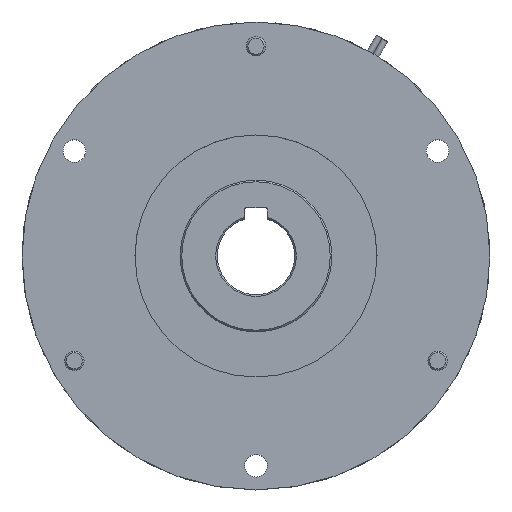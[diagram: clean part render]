
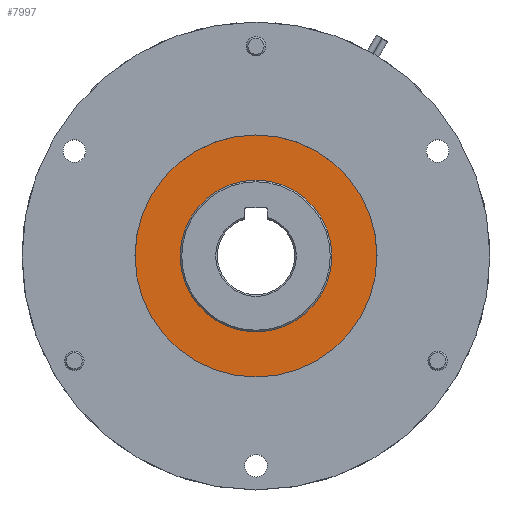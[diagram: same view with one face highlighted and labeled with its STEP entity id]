
A CAD part, top view. The second image highlights one B-rep face of the part: STEP entity #7997.
In plain terms, the highlighted planar face has unit normal (0, 0, 1).
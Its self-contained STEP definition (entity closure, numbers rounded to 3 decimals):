
#1025 = CIRCLE ( 'NONE', #1054, 37.5 ) ;
#1037 = DIRECTION ( 'NONE',  ( 1., 0., 0. ) ) ;
#1048 = DIRECTION ( 'NONE',  ( 0., 0., 1. ) ) ;
#1049 = CARTESIAN_POINT ( 'NONE',  ( 0., 0., 60.75 ) ) ;
#1054 = AXIS2_PLACEMENT_3D ( 'NONE', #1049, #1048, #1037 ) ;
#4921 = EDGE_CURVE ( 'NONE', #7853, #7864, #1025, .T. ) ;
#6420 = VERTEX_POINT ( 'NONE', #7257 ) ;
#6430 = EDGE_CURVE ( 'NONE', #6465, #6420, #7274, .T. ) ;
#6465 = VERTEX_POINT ( 'NONE', #8575 ) ;
#7257 = CARTESIAN_POINT ( 'NONE',  ( 23.5, 0., 60.75 ) ) ;
#7268 = DIRECTION ( 'NONE',  ( -1., 0., 0. ) ) ;
#7269 = DIRECTION ( 'NONE',  ( 0., 0., -1. ) ) ;
#7272 = CARTESIAN_POINT ( 'NONE',  ( 0., 0., 60.75 ) ) ;
#7273 = AXIS2_PLACEMENT_3D ( 'NONE', #7272, #7269, #7268 ) ;
#7274 = CIRCLE ( 'NONE', #7273, 23.5 ) ;
#7845 = EDGE_CURVE ( 'NONE', #7864, #7853, #8389, .T. ) ;
#7853 = VERTEX_POINT ( 'NONE', #8400 ) ;
#7864 = VERTEX_POINT ( 'NONE', #8413 ) ;
#7958 = EDGE_LOOP ( 'NONE', ( #8002, #8003 ) ) ;
#7962 = EDGE_LOOP ( 'NONE', ( #7999, #7998 ) ) ;
#7997 = ADVANCED_FACE ( 'NONE', ( #8490, #8481 ), #8494, .T. ) ;
#7998 = ORIENTED_EDGE ( 'NONE', *, *, #8001, .T. ) ;
#7999 = ORIENTED_EDGE ( 'NONE', *, *, #6430, .T. ) ;
#8001 = EDGE_CURVE ( 'NONE', #6420, #6465, #8468, .T. ) ;
#8002 = ORIENTED_EDGE ( 'NONE', *, *, #4921, .T. ) ;
#8003 = ORIENTED_EDGE ( 'NONE', *, *, #7845, .T. ) ;
#8389 = CIRCLE ( 'NONE', #8399, 37.5 ) ;
#8391 = DIRECTION ( 'NONE',  ( 1., 0., 0. ) ) ;
#8397 = DIRECTION ( 'NONE',  ( 0., 0., 1. ) ) ;
#8398 = CARTESIAN_POINT ( 'NONE',  ( 0., 0., 60.75 ) ) ;
#8399 = AXIS2_PLACEMENT_3D ( 'NONE', #8398, #8397, #8391 ) ;
#8400 = CARTESIAN_POINT ( 'NONE',  ( 37.5, 0., 60.75 ) ) ;
#8413 = CARTESIAN_POINT ( 'NONE',  ( -37.5, 0., 60.75 ) ) ;
#8467 = DIRECTION ( 'NONE',  ( 1., 0., 0. ) ) ;
#8468 = CIRCLE ( 'NONE', #8478, 23.5 ) ;
#8470 = CARTESIAN_POINT ( 'NONE',  ( 0., 0., 60.75 ) ) ;
#8471 = AXIS2_PLACEMENT_3D ( 'NONE', #8499, #8500, #8467 ) ;
#8478 = AXIS2_PLACEMENT_3D ( 'NONE', #8470, #8488, #8485 ) ;
#8481 = FACE_BOUND ( 'NONE', #7962, .T. ) ;
#8485 = DIRECTION ( 'NONE',  ( -1., 0., 0. ) ) ;
#8488 = DIRECTION ( 'NONE',  ( 0., 0., -1. ) ) ;
#8490 = FACE_OUTER_BOUND ( 'NONE', #7958, .T. ) ;
#8494 = PLANE ( 'NONE',  #8471 ) ;
#8499 = CARTESIAN_POINT ( 'NONE',  ( 0., 0., 60.75 ) ) ;
#8500 = DIRECTION ( 'NONE',  ( 0., 0., 1. ) ) ;
#8575 = CARTESIAN_POINT ( 'NONE',  ( -23.5, 0., 60.75 ) ) ;
